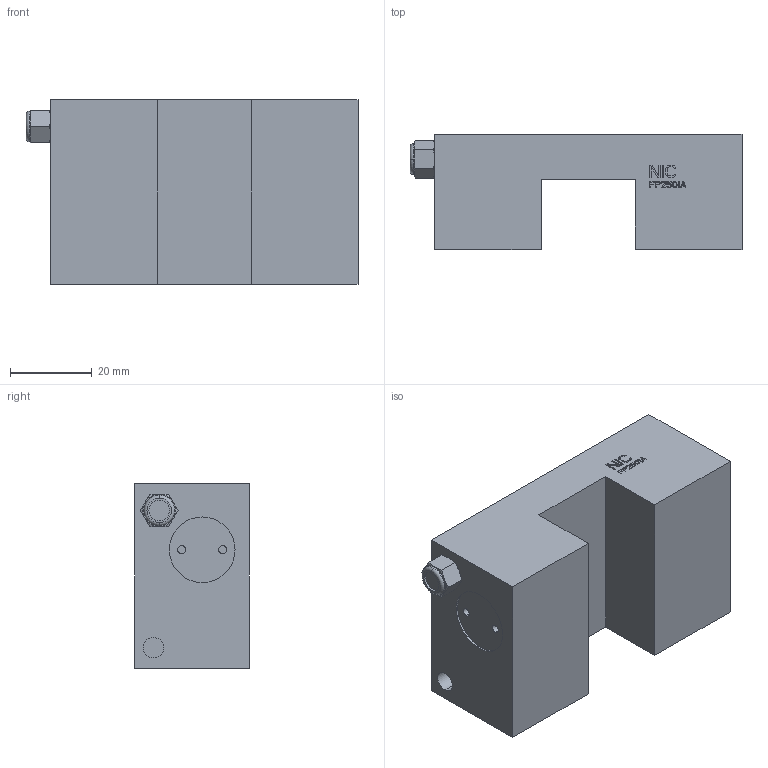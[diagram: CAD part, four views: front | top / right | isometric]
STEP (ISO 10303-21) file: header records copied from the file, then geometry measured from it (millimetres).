
FILE_DESCRIPTION((''),'2;1');
FILE_NAME('FP2501A','2025-05-18T11:45:32',('lx'),(''),'CREO PARAMETRIC BY PTC INC, 2018100','CREO PARAMETRIC BY PTC INC, 2018100','');
FILE_SCHEMA(('CONFIG_CONTROL_DESIGN'));
Length unit declared in the file: millimetre
Products named in the file (1): FP2501A
Bounding box: 81 x 28 x 45 mm (x, y, z)
Volume: 75251.6 mm3; surface area: 15704.7 mm2
Topology: 1 solids, 2 shells, 337 faces, 882 edges, 583 vertices
Faces by surface type: plane 271, cylinder 46, cone 16, torus 2, sphere 2
Entity records: 10330 total; most frequent: CARTESIAN_POINT 1914, ORIENTED_EDGE 1760, DIRECTION 1652, EDGE_CURVE 880, VECTOR 734, LINE 734, VERTEX_POINT 583, AXIS2_PLACEMENT_3D 459
